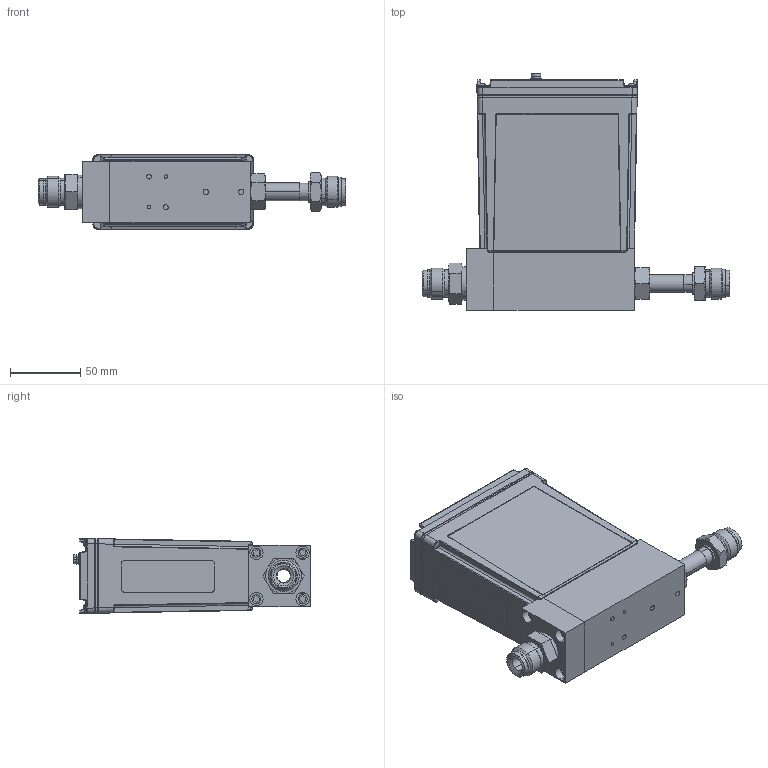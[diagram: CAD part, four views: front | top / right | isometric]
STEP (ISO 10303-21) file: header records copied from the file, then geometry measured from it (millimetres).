
FILE_DESCRIPTION (( 'STEP AP214' ), '1' );
FILE_NAME ('GE250-8VCR-LONG-PROFINET.STEP', '2018-04-26T20:23:26', ( '' ), ( '' ), 'SwSTEP 2.0', 'SolidWorks 2015', '' );
FILE_SCHEMA (( 'AUTOMOTIVE_DESIGN' ));
Length unit declared in the file: inch
Products named in the file (1): GE250-8VCR-LONG-PROFINET
Bounding box: 219.23 x 168.72 x 53.49 mm (x, y, z)
Surface area: 111792.4 mm2 (no closed solid volume)
Topology: 0 solids, 62 shells, 700 faces, 2777 edges, 2062 vertices
Faces by surface type: plane 327, cylinder 223, bspline 64, cone 44, sphere 24, torus 18
Entity records: 43417 total; most frequent: CARTESIAN_POINT 12952, DIRECTION 4132, ORIENTED_EDGE 3932, EDGE_CURVE 2746, VERTEX_POINT 2057, VECTOR 1544, LINE 1544, AXIS2_PLACEMENT_3D 1294
